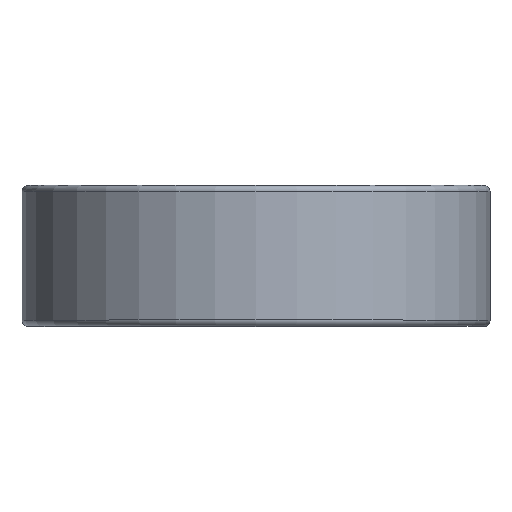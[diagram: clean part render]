
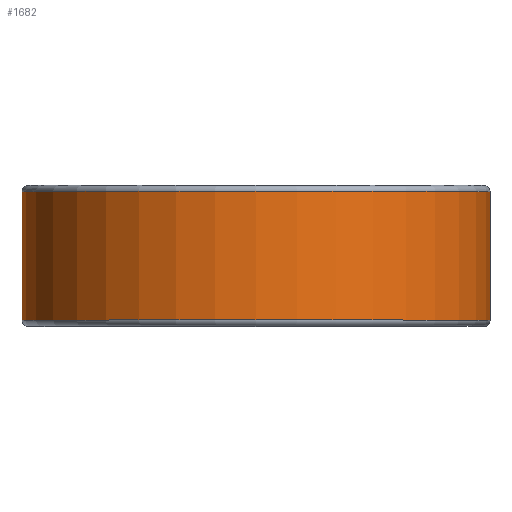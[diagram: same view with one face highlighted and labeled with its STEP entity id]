
A CAD part, top view. The second image highlights one B-rep face of the part: STEP entity #1682.
In plain terms, the highlighted cylindrical face has radius 28.994 mm (diameter 57.988 mm), a partial arc.
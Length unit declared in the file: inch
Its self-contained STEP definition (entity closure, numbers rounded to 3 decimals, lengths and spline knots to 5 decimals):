
#72 = CARTESIAN_POINT ( 'NONE',  ( 1.1415, -0.31375, 0. ) ) ;
#145 = DIRECTION ( 'NONE',  ( 0., 1., 0. ) ) ;
#215 = VECTOR ( 'NONE', #1798, 39.37008 ) ;
#246 = EDGE_CURVE ( 'NONE', #1694, #674, #1965, .T. ) ;
#346 = CARTESIAN_POINT ( 'NONE',  ( 1.1415, 0.31375, 0. ) ) ;
#373 = CIRCLE ( 'NONE', #999, 1.1415 ) ;
#391 = CARTESIAN_POINT ( 'NONE',  ( 0., -0.31375, 0. ) ) ;
#465 = CIRCLE ( 'NONE', #1993, 1.1415 ) ;
#589 = DIRECTION ( 'NONE',  ( 0., 0., -1. ) ) ;
#674 = VERTEX_POINT ( 'NONE', #1060 ) ;
#750 = CARTESIAN_POINT ( 'NONE',  ( 0., 0.3125, 0. ) ) ;
#868 = ORIENTED_EDGE ( 'NONE', *, *, #2197, .T. ) ;
#884 = EDGE_LOOP ( 'NONE', ( #868, #1186, #2396, #1490 ) ) ;
#999 = AXIS2_PLACEMENT_3D ( 'NONE', #391, #1556, #589 ) ;
#1005 = DIRECTION ( 'NONE',  ( 0., -1., 0. ) ) ;
#1041 = EDGE_CURVE ( 'NONE', #1305, #1694, #373, .T. ) ;
#1060 = CARTESIAN_POINT ( 'NONE',  ( 0., 0.31375, -1.1415 ) ) ;
#1186 = ORIENTED_EDGE ( 'NONE', *, *, #1605, .T. ) ;
#1220 = CARTESIAN_POINT ( 'NONE',  ( 0., -0.31375, -1.1415 ) ) ;
#1227 = AXIS2_PLACEMENT_3D ( 'NONE', #750, #2388, #1903 ) ;
#1239 = VERTEX_POINT ( 'NONE', #2297 ) ;
#1305 = VERTEX_POINT ( 'NONE', #72 ) ;
#1490 = ORIENTED_EDGE ( 'NONE', *, *, #1041, .F. ) ;
#1556 = DIRECTION ( 'NONE',  ( 0., -1., 0. ) ) ;
#1605 = EDGE_CURVE ( 'NONE', #1239, #674, #465, .T. ) ;
#1682 = ADVANCED_FACE ( 'NONE', ( #1875 ), #2453, .T. ) ;
#1694 = VERTEX_POINT ( 'NONE', #1220 ) ;
#1780 = CARTESIAN_POINT ( 'NONE',  ( 0., 0.31375, -1.1415 ) ) ;
#1798 = DIRECTION ( 'NONE',  ( 0., 1., 0. ) ) ;
#1875 = FACE_OUTER_BOUND ( 'NONE', #884, .T. ) ;
#1880 = LINE ( 'NONE', #346, #2467 ) ;
#1903 = DIRECTION ( 'NONE',  ( 0., 0., -1. ) ) ;
#1965 = LINE ( 'NONE', #1780, #215 ) ;
#1993 = AXIS2_PLACEMENT_3D ( 'NONE', #2054, #1005, #2314 ) ;
#2054 = CARTESIAN_POINT ( 'NONE',  ( 0., 0.31375, 0. ) ) ;
#2197 = EDGE_CURVE ( 'NONE', #1305, #1239, #1880, .T. ) ;
#2297 = CARTESIAN_POINT ( 'NONE',  ( 1.1415, 0.31375, 0. ) ) ;
#2314 = DIRECTION ( 'NONE',  ( 0., 0., -1. ) ) ;
#2388 = DIRECTION ( 'NONE',  ( 0., -1., 0. ) ) ;
#2396 = ORIENTED_EDGE ( 'NONE', *, *, #246, .F. ) ;
#2453 = CYLINDRICAL_SURFACE ( 'NONE', #1227, 1.1415 ) ;
#2467 = VECTOR ( 'NONE', #145, 39.37008 ) ;
